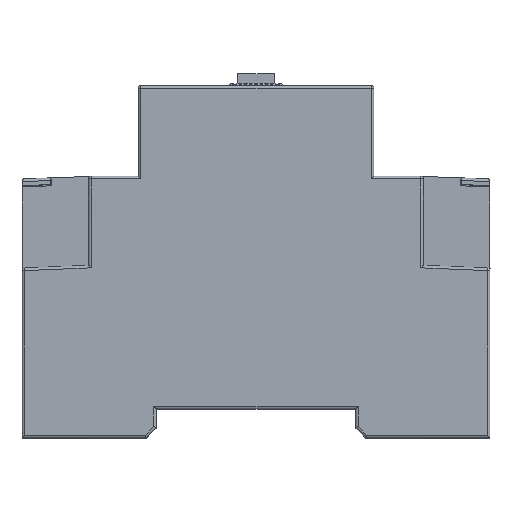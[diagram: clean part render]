
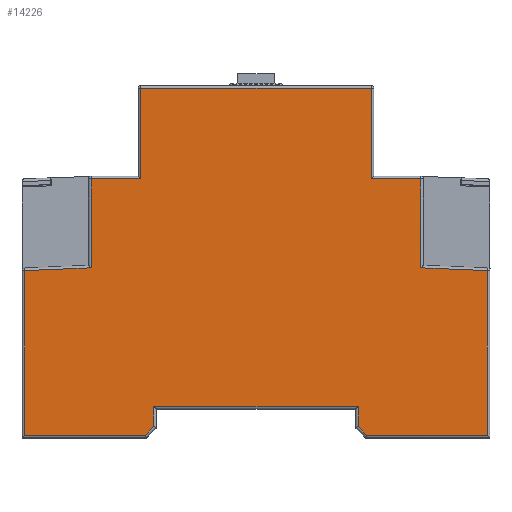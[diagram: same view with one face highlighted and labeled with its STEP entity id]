
A CAD part, top view. The second image highlights one B-rep face of the part: STEP entity #14226.
In plain terms, the highlighted planar face has unit normal (0, 0, 1).
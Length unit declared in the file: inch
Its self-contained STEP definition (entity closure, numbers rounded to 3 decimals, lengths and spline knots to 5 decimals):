
#551 = DIRECTION ( 'NONE',  ( -1., 0., 0. ) ) ;
#576 = VECTOR ( 'NONE', #25326, 39.37008 ) ;
#746 = LINE ( 'NONE', #32475, #34512 ) ;
#822 = EDGE_CURVE ( 'NONE', #8682, #38543, #40488, .T. ) ;
#980 = VECTOR ( 'NONE', #19164, 39.37008 ) ;
#1061 = EDGE_CURVE ( 'NONE', #17598, #39066, #12687, .T. ) ;
#1110 = VERTEX_POINT ( 'NONE', #36271 ) ;
#1220 = VERTEX_POINT ( 'NONE', #2436 ) ;
#1775 = EDGE_CURVE ( 'NONE', #26633, #13804, #16286, .T. ) ;
#2029 = CARTESIAN_POINT ( 'NONE',  ( 0.49934, 0.03992, 0.0315 ) ) ;
#2436 = CARTESIAN_POINT ( 'NONE',  ( -1.13452, 1.34504, 0.0315 ) ) ;
#2819 = DIRECTION ( 'NONE',  ( 0.707, -0.707, 0. ) ) ;
#3571 = VECTOR ( 'NONE', #2819, 39.37008 ) ;
#3663 = LINE ( 'NONE', #28732, #15781 ) ;
#4382 = CARTESIAN_POINT ( 'NONE',  ( -1.1033, -1.26519, 0.0315 ) ) ;
#4444 = CARTESIAN_POINT ( 'NONE',  ( -1.50853, 0.03992, 0.0315 ) ) ;
#4818 = DIRECTION ( 'NONE',  ( 0., -1., 0. ) ) ;
#4879 = CARTESIAN_POINT ( 'NONE',  ( -1.13452, 0.03992, 0.0315 ) ) ;
#4950 = VERTEX_POINT ( 'NONE', #21240 ) ;
#4954 = EDGE_CURVE ( 'NONE', #20535, #17598, #6323, .T. ) ;
#5042 = CARTESIAN_POINT ( 'NONE',  ( 1.47178, -0.02595, 0.0315 ) ) ;
#5407 = EDGE_CURVE ( 'NONE', #6468, #30684, #23850, .T. ) ;
#5695 = VERTEX_POINT ( 'NONE', #32202 ) ;
#5953 = ORIENTED_EDGE ( 'NONE', *, *, #822, .T. ) ;
#5955 = ORIENTED_EDGE ( 'NONE', *, *, #5407, .T. ) ;
#6323 = LINE ( 'NONE', #33918, #29713 ) ;
#6468 = VERTEX_POINT ( 'NONE', #16907 ) ;
#6484 = CARTESIAN_POINT ( 'NONE',  ( 0.59777, 0.66394, 0.0315 ) ) ;
#6493 = EDGE_CURVE ( 'NONE', #1220, #8682, #10886, .T. ) ;
#7771 = DIRECTION ( 'NONE',  ( 1., 0., 0. ) ) ;
#7888 = ORIENTED_EDGE ( 'NONE', *, *, #4954, .T. ) ;
#8041 = ORIENTED_EDGE ( 'NONE', *, *, #13461, .T. ) ;
#8334 = CARTESIAN_POINT ( 'NONE',  ( 0.56655, -1.26519, 0.0315 ) ) ;
#8682 = VERTEX_POINT ( 'NONE', #28583 ) ;
#8802 = VERTEX_POINT ( 'NONE', #11359 ) ;
#9384 = EDGE_CURVE ( 'NONE', #24050, #1110, #15741, .T. ) ;
#10092 = LINE ( 'NONE', #26250, #17326 ) ;
#10205 = CARTESIAN_POINT ( 'NONE',  ( -1.50853, -0.00453, 0.0315 ) ) ;
#10448 = ORIENTED_EDGE ( 'NONE', *, *, #22835, .T. ) ;
#10886 = LINE ( 'NONE', #4879, #30909 ) ;
#10937 = LINE ( 'NONE', #26679, #39272 ) ;
#11062 = DIRECTION ( 'NONE',  ( 0., -1., 0. ) ) ;
#11238 = ORIENTED_EDGE ( 'NONE', *, *, #26421, .T. ) ;
#11359 = CARTESIAN_POINT ( 'NONE',  ( 0.49934, -1.19799, 0.0315 ) ) ;
#11859 = ORIENTED_EDGE ( 'NONE', *, *, #18337, .T. ) ;
#12044 = VECTOR ( 'NONE', #33675, 39.37008 ) ;
#12249 = CARTESIAN_POINT ( 'NONE',  ( 0.97178, -0.00453, 0.0315 ) ) ;
#12687 = LINE ( 'NONE', #31558, #576 ) ;
#12752 = VECTOR ( 'NONE', #36887, 39.37008 ) ;
#13461 = EDGE_CURVE ( 'NONE', #14994, #4950, #18106, .T. ) ;
#13804 = VERTEX_POINT ( 'NONE', #26577 ) ;
#13970 = VERTEX_POINT ( 'NONE', #8334 ) ;
#14136 = DIRECTION ( 'NONE',  ( 1., 0., 0. ) ) ;
#14226 = ADVANCED_FACE ( 'NONE', ( #33263 ), #21755, .T. ) ;
#14509 = CARTESIAN_POINT ( 'NONE',  ( -1.03609, -1.19799, 0.0315 ) ) ;
#14830 = EDGE_CURVE ( 'NONE', #38543, #14994, #27206, .T. ) ;
#14994 = VERTEX_POINT ( 'NONE', #10205 ) ;
#15588 = EDGE_LOOP ( 'NONE', ( #16271, #24393, #30420, #7888, #18843, #40339, #10448, #31503, #11859, #39970, #5953, #21223, #8041, #39566, #5955, #11238, #30672, #33659 ) ) ;
#15741 = LINE ( 'NONE', #22151, #34271 ) ;
#15781 = VECTOR ( 'NONE', #31637, 39.37008 ) ;
#16271 = ORIENTED_EDGE ( 'NONE', *, *, #37816, .T. ) ;
#16286 = LINE ( 'NONE', #29110, #980 ) ;
#16907 = CARTESIAN_POINT ( 'NONE',  ( -2.00853, -1.26519, 0.0315 ) ) ;
#16929 = DIRECTION ( 'NONE',  ( 1., 0., 0. ) ) ;
#17326 = VECTOR ( 'NONE', #16929, 39.37008 ) ;
#17500 = LINE ( 'NONE', #27022, #12044 ) ;
#17598 = VERTEX_POINT ( 'NONE', #5042 ) ;
#18106 = LINE ( 'NONE', #27634, #29172 ) ;
#18337 = EDGE_CURVE ( 'NONE', #13804, #1220, #746, .T. ) ;
#18405 = EDGE_CURVE ( 'NONE', #1110, #34149, #10092, .T. ) ;
#18764 = CARTESIAN_POINT ( 'NONE',  ( -0.26838, -1.26519, 0.0315 ) ) ;
#18843 = ORIENTED_EDGE ( 'NONE', *, *, #1061, .T. ) ;
#19164 = DIRECTION ( 'NONE',  ( 0., 1., 0. ) ) ;
#20535 = VERTEX_POINT ( 'NONE', #35264 ) ;
#20612 = VECTOR ( 'NONE', #11062, 39.37008 ) ;
#21223 = ORIENTED_EDGE ( 'NONE', *, *, #14830, .T. ) ;
#21240 = CARTESIAN_POINT ( 'NONE',  ( -2.00853, -0.02595, 0.0315 ) ) ;
#21755 = PLANE ( 'NONE',  #37146 ) ;
#22151 = CARTESIAN_POINT ( 'NONE',  ( -1.03609, 0.03992, 0.0315 ) ) ;
#22491 = LINE ( 'NONE', #18764, #39975 ) ;
#22835 = EDGE_CURVE ( 'NONE', #5695, #26633, #3663, .T. ) ;
#23850 = LINE ( 'NONE', #33423, #33514 ) ;
#24050 = VERTEX_POINT ( 'NONE', #14509 ) ;
#24370 = DIRECTION ( 'NONE',  ( 0., 1., 0. ) ) ;
#24393 = ORIENTED_EDGE ( 'NONE', *, *, #29653, .T. ) ;
#24457 = LINE ( 'NONE', #37139, #25480 ) ;
#24539 = DIRECTION ( 'NONE',  ( 0., 1., 0. ) ) ;
#24975 = DIRECTION ( 'NONE',  ( 1., 0., 0. ) ) ;
#25326 = DIRECTION ( 'NONE',  ( -0.999, 0.043, 0. ) ) ;
#25480 = VECTOR ( 'NONE', #4818, 39.37008 ) ;
#25576 = VECTOR ( 'NONE', #33867, 39.37008 ) ;
#26250 = CARTESIAN_POINT ( 'NONE',  ( -0.26838, -1.04866, 0.0315 ) ) ;
#26421 = EDGE_CURVE ( 'NONE', #30684, #24050, #17500, .T. ) ;
#26577 = CARTESIAN_POINT ( 'NONE',  ( 0.59777, 1.34504, 0.0315 ) ) ;
#26633 = VERTEX_POINT ( 'NONE', #6484 ) ;
#26679 = CARTESIAN_POINT ( 'NONE',  ( 0.97178, 0.03992, 0.0315 ) ) ;
#27022 = CARTESIAN_POINT ( 'NONE',  ( -1.1033, -1.26519, 0.0315 ) ) ;
#27206 = LINE ( 'NONE', #4444, #20612 ) ;
#27634 = CARTESIAN_POINT ( 'NONE',  ( -1.50853, -0.00453, 0.0315 ) ) ;
#28438 = EDGE_CURVE ( 'NONE', #39066, #5695, #10937, .T. ) ;
#28583 = CARTESIAN_POINT ( 'NONE',  ( -1.13452, 0.66394, 0.0315 ) ) ;
#28732 = CARTESIAN_POINT ( 'NONE',  ( -0.26838, 0.66394, 0.0315 ) ) ;
#29110 = CARTESIAN_POINT ( 'NONE',  ( 0.59777, 0.03992, 0.0315 ) ) ;
#29172 = VECTOR ( 'NONE', #30956, 39.37008 ) ;
#29653 = EDGE_CURVE ( 'NONE', #8802, #13970, #34544, .T. ) ;
#29713 = VECTOR ( 'NONE', #24539, 39.37008 ) ;
#30420 = ORIENTED_EDGE ( 'NONE', *, *, #38826, .T. ) ;
#30556 = DIRECTION ( 'NONE',  ( 0., -1., 0. ) ) ;
#30672 = ORIENTED_EDGE ( 'NONE', *, *, #9384, .T. ) ;
#30684 = VERTEX_POINT ( 'NONE', #4382 ) ;
#30909 = VECTOR ( 'NONE', #30556, 39.37008 ) ;
#30956 = DIRECTION ( 'NONE',  ( -0.999, -0.043, 0. ) ) ;
#31503 = ORIENTED_EDGE ( 'NONE', *, *, #1775, .T. ) ;
#31558 = CARTESIAN_POINT ( 'NONE',  ( 1.47178, -0.02595, 0.0315 ) ) ;
#31637 = DIRECTION ( 'NONE',  ( -1., 0., 0. ) ) ;
#32202 = CARTESIAN_POINT ( 'NONE',  ( 0.97178, 0.66394, 0.0315 ) ) ;
#32475 = CARTESIAN_POINT ( 'NONE',  ( -0.26838, 1.34504, 0.0315 ) ) ;
#33066 = DIRECTION ( 'NONE',  ( 0., 0., 1. ) ) ;
#33263 = FACE_OUTER_BOUND ( 'NONE', #15588, .T. ) ;
#33423 = CARTESIAN_POINT ( 'NONE',  ( -0.26838, -1.26519, 0.0315 ) ) ;
#33514 = VECTOR ( 'NONE', #14136, 39.37008 ) ;
#33659 = ORIENTED_EDGE ( 'NONE', *, *, #18405, .T. ) ;
#33675 = DIRECTION ( 'NONE',  ( 0.707, 0.707, 0. ) ) ;
#33867 = DIRECTION ( 'NONE',  ( -1., 0., 0. ) ) ;
#33918 = CARTESIAN_POINT ( 'NONE',  ( 1.47178, 0.03992, 0.0315 ) ) ;
#34030 = CARTESIAN_POINT ( 'NONE',  ( 0.49934, -1.04866, 0.0315 ) ) ;
#34149 = VERTEX_POINT ( 'NONE', #34030 ) ;
#34271 = VECTOR ( 'NONE', #34391, 39.37008 ) ;
#34345 = CARTESIAN_POINT ( 'NONE',  ( 0.49934, -1.19799, 0.0315 ) ) ;
#34391 = DIRECTION ( 'NONE',  ( 0., 1., 0. ) ) ;
#34512 = VECTOR ( 'NONE', #551, 39.37008 ) ;
#34544 = LINE ( 'NONE', #34345, #3571 ) ;
#35264 = CARTESIAN_POINT ( 'NONE',  ( 1.47178, -1.26519, 0.0315 ) ) ;
#36170 = CARTESIAN_POINT ( 'NONE',  ( -1.50853, 0.66394, 0.0315 ) ) ;
#36271 = CARTESIAN_POINT ( 'NONE',  ( -1.03609, -1.04866, 0.0315 ) ) ;
#36887 = DIRECTION ( 'NONE',  ( 0., -1., 0. ) ) ;
#37139 = CARTESIAN_POINT ( 'NONE',  ( -2.00853, 0.03992, 0.0315 ) ) ;
#37146 = AXIS2_PLACEMENT_3D ( 'NONE', #39695, #33066, #7771 ) ;
#37816 = EDGE_CURVE ( 'NONE', #34149, #8802, #40197, .T. ) ;
#38543 = VERTEX_POINT ( 'NONE', #36170 ) ;
#38826 = EDGE_CURVE ( 'NONE', #13970, #20535, #22491, .T. ) ;
#39066 = VERTEX_POINT ( 'NONE', #12249 ) ;
#39272 = VECTOR ( 'NONE', #24370, 39.37008 ) ;
#39566 = ORIENTED_EDGE ( 'NONE', *, *, #40523, .T. ) ;
#39695 = CARTESIAN_POINT ( 'NONE',  ( -2.00853, -1.26519, 0.0315 ) ) ;
#39970 = ORIENTED_EDGE ( 'NONE', *, *, #6493, .T. ) ;
#39975 = VECTOR ( 'NONE', #24975, 39.37008 ) ;
#40197 = LINE ( 'NONE', #2029, #12752 ) ;
#40291 = CARTESIAN_POINT ( 'NONE',  ( -0.26838, 0.66394, 0.0315 ) ) ;
#40339 = ORIENTED_EDGE ( 'NONE', *, *, #28438, .T. ) ;
#40488 = LINE ( 'NONE', #40291, #25576 ) ;
#40523 = EDGE_CURVE ( 'NONE', #4950, #6468, #24457, .T. ) ;
